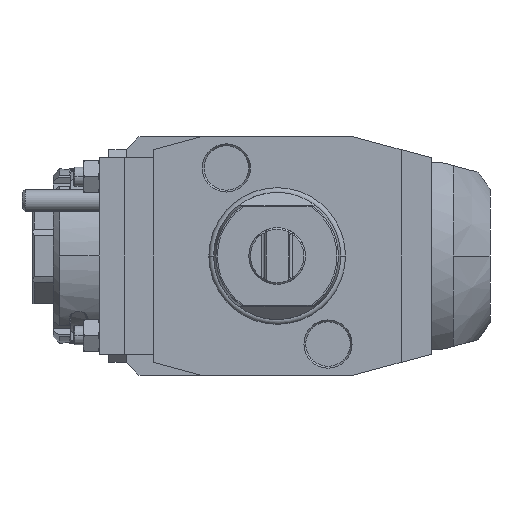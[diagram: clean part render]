
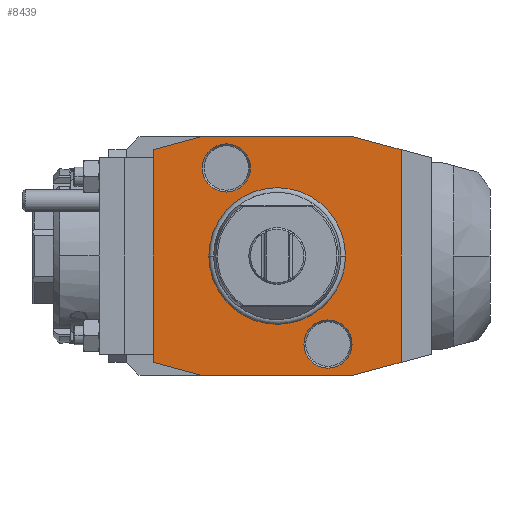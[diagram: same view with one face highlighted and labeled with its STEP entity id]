
A CAD part, front view. The second image highlights one B-rep face of the part: STEP entity #8439.
In plain terms, the highlighted planar face has unit normal (0, -1, 0).
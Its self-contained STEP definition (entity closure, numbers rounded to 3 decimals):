
#1=DIRECTION('',(-1.,0.,0.));
#2=VECTOR('',#1,48.);
#3=CARTESIAN_POINT('',(24.,0.,37.5));
#4=LINE('',#3,#2);
#5=DIRECTION('',(-0.966,0.,0.259));
#6=VECTOR('',#5,15.529);
#7=CARTESIAN_POINT('',(39.,0.,33.481));
#8=LINE('',#7,#6);
#9=DIRECTION('',(0.,0.,1.));
#10=VECTOR('',#9,66.962);
#11=CARTESIAN_POINT('',(39.,0.,-33.481));
#12=LINE('',#11,#10);
#13=DIRECTION('',(0.966,0.,0.259));
#14=VECTOR('',#13,15.529);
#15=CARTESIAN_POINT('',(24.,0.,-37.5));
#16=LINE('',#15,#14);
#17=DIRECTION('',(1.,0.,0.));
#18=VECTOR('',#17,48.);
#19=CARTESIAN_POINT('',(-24.,0.,-37.5));
#20=LINE('',#19,#18);
#21=DIRECTION('',(0.966,0.,-0.259));
#22=VECTOR('',#21,15.529);
#23=CARTESIAN_POINT('',(-39.,0.,-33.481));
#24=LINE('',#23,#22);
#25=DIRECTION('',(0.,0.,-1.));
#26=VECTOR('',#25,66.962);
#27=CARTESIAN_POINT('',(-39.,0.,33.481));
#28=LINE('',#27,#26);
#29=DIRECTION('',(-0.966,0.,-0.259));
#30=VECTOR('',#29,15.529);
#31=CARTESIAN_POINT('',(-24.,0.,37.5));
#32=LINE('',#31,#30);
#33=CARTESIAN_POINT('',(-16.,0.,27.713));
#34=DIRECTION('',(0.,1.,0.));
#35=DIRECTION('',(1.,0.,0.));
#36=AXIS2_PLACEMENT_3D('',#33,#34,#35);
#38=CARTESIAN_POINT('',(-16.,0.,27.713));
#39=DIRECTION('',(0.,1.,0.));
#40=DIRECTION('',(-1.,0.,0.));
#41=AXIS2_PLACEMENT_3D('',#38,#39,#40);
#43=CARTESIAN_POINT('',(16.,0.,-27.713));
#44=DIRECTION('',(0.,1.,0.));
#45=DIRECTION('',(1.,0.,0.));
#46=AXIS2_PLACEMENT_3D('',#43,#44,#45);
#48=CARTESIAN_POINT('',(16.,0.,-27.713));
#49=DIRECTION('',(0.,1.,0.));
#50=DIRECTION('',(-1.,0.,0.));
#51=AXIS2_PLACEMENT_3D('',#48,#49,#50);
#4873=CARTESIAN_POINT('',(0.,0.,0.));
#4874=DIRECTION('',(0.,-1.,0.));
#4875=DIRECTION('',(1.,0.,0.));
#4876=AXIS2_PLACEMENT_3D('',#4873,#4874,#4875);
#4878=CARTESIAN_POINT('',(0.,0.,0.));
#4879=DIRECTION('',(0.,-1.,0.));
#4880=DIRECTION('',(-1.,0.,0.));
#4881=AXIS2_PLACEMENT_3D('',#4878,#4879,#4880);
#7465=CARTESIAN_POINT('',(-8.423,0.,
27.713));
#7466=CARTESIAN_POINT('',(-23.577,0.,
27.713));
#7467=VERTEX_POINT('',#7465);
#7468=VERTEX_POINT('',#7466);
#7597=CARTESIAN_POINT('',(23.577,0.,-27.713));
#7598=CARTESIAN_POINT('',(8.423,0.,-27.713));
#7599=VERTEX_POINT('',#7597);
#7600=VERTEX_POINT('',#7598);
#8204=CARTESIAN_POINT('',(24.,0.,37.5));
#8205=CARTESIAN_POINT('',(-24.,0.,37.5));
#8206=VERTEX_POINT('',#8204);
#8207=VERTEX_POINT('',#8205);
#8208=CARTESIAN_POINT('',(39.,0.,-33.481));
#8209=CARTESIAN_POINT('',(39.,0.,33.481));
#8210=VERTEX_POINT('',#8208);
#8211=VERTEX_POINT('',#8209);
#8212=CARTESIAN_POINT('',(-39.,0.,-33.481));
#8213=CARTESIAN_POINT('',(-24.,0.,-37.5));
#8214=VERTEX_POINT('',#8212);
#8215=VERTEX_POINT('',#8213);
#8216=CARTESIAN_POINT('',(-39.,0.,33.481));
#8217=VERTEX_POINT('',#8216);
#8242=CARTESIAN_POINT('',(24.,0.,-37.5));
#8243=VERTEX_POINT('',#8242);
#8280=CARTESIAN_POINT('',(21.137,0.,0.));
#8281=CARTESIAN_POINT('',(-21.137,0.,0.));
#8282=VERTEX_POINT('',#8280);
#8283=VERTEX_POINT('',#8281);
#8398=CARTESIAN_POINT('',(0.,0.,0.));
#8399=DIRECTION('',(0.,-1.,0.));
#8400=DIRECTION('',(-1.,0.,0.));
#8401=AXIS2_PLACEMENT_3D('',#8398,#8399,#8400);
#8402=PLANE('',#8401);
#8404=ORIENTED_EDGE('',*,*,#8403,.F.);
#8406=ORIENTED_EDGE('',*,*,#8405,.F.);
#8408=ORIENTED_EDGE('',*,*,#8407,.F.);
#8410=ORIENTED_EDGE('',*,*,#8409,.F.);
#8412=ORIENTED_EDGE('',*,*,#8411,.F.);
#8414=ORIENTED_EDGE('',*,*,#8413,.F.);
#8416=ORIENTED_EDGE('',*,*,#8415,.F.);
#8418=ORIENTED_EDGE('',*,*,#8417,.F.);
#8419=EDGE_LOOP('',(#8404,#8406,#8408,#8410,#8412,#8414,#8416,#8418));
#8420=FACE_OUTER_BOUND('',#8419,.F.);
#8422=ORIENTED_EDGE('',*,*,#8421,.T.);
#8424=ORIENTED_EDGE('',*,*,#8423,.T.);
#8425=EDGE_LOOP('',(#8422,#8424));
#8426=FACE_BOUND('',#8425,.F.);
#8428=ORIENTED_EDGE('',*,*,#8427,.F.);
#8430=ORIENTED_EDGE('',*,*,#8429,.F.);
#8431=EDGE_LOOP('',(#8428,#8430));
#8432=FACE_BOUND('',#8431,.F.);
#8434=ORIENTED_EDGE('',*,*,#8433,.F.);
#8436=ORIENTED_EDGE('',*,*,#8435,.F.);
#8437=EDGE_LOOP('',(#8434,#8436));
#8438=FACE_BOUND('',#8437,.F.);
#37=CIRCLE('',#36,7.577);
#42=CIRCLE('',#41,7.577);
#47=CIRCLE('',#46,7.577);
#52=CIRCLE('',#51,7.577);
#4877=CIRCLE('',#4876,21.137);
#4882=CIRCLE('',#4881,21.137);
#8403=EDGE_CURVE('',#8206,#8207,#4,.T.);
#8405=EDGE_CURVE('',#8211,#8206,#8,.T.);
#8407=EDGE_CURVE('',#8210,#8211,#12,.T.);
#8409=EDGE_CURVE('',#8243,#8210,#16,.T.);
#8411=EDGE_CURVE('',#8215,#8243,#20,.T.);
#8413=EDGE_CURVE('',#8214,#8215,#24,.T.);
#8415=EDGE_CURVE('',#8217,#8214,#28,.T.);
#8417=EDGE_CURVE('',#8207,#8217,#32,.T.);
#8421=EDGE_CURVE('',#8282,#8283,#4877,.T.);
#8423=EDGE_CURVE('',#8283,#8282,#4882,.T.);
#8427=EDGE_CURVE('',#7467,#7468,#37,.T.);
#8429=EDGE_CURVE('',#7468,#7467,#42,.T.);
#8433=EDGE_CURVE('',#7599,#7600,#47,.T.);
#8435=EDGE_CURVE('',#7600,#7599,#52,.T.);
#8439=ADVANCED_FACE('',(#8420,#8426,#8432,#8438),#8402,.T.);
